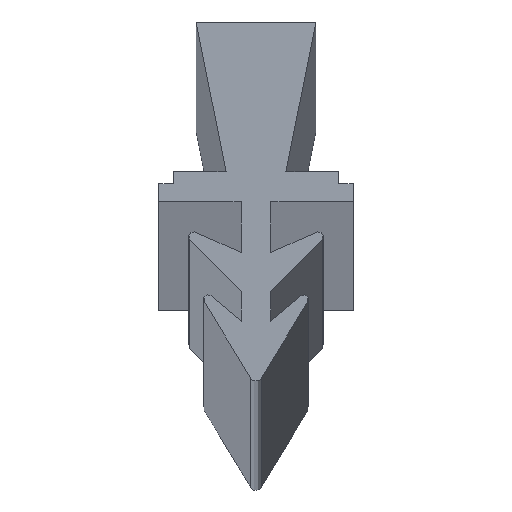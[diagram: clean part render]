
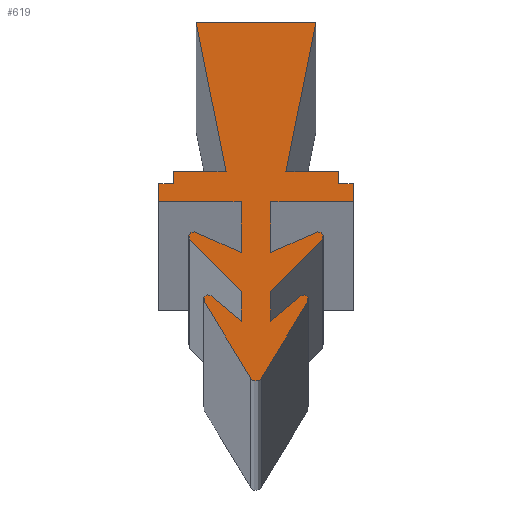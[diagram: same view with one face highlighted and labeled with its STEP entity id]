
A CAD part, top view. The second image highlights one B-rep face of the part: STEP entity #619.
In plain terms, the highlighted planar face has unit normal (0, 0, 1).
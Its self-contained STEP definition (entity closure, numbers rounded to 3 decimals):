
#28=CIRCLE('',#677,0.15);
#29=CIRCLE('',#678,0.15);
#30=CIRCLE('',#679,0.2);
#31=CIRCLE('',#680,0.15);
#32=CIRCLE('',#681,0.15);
#38=FACE_OUTER_BOUND('',#70,.T.);
#70=EDGE_LOOP('',(#453,#454,#455,#456,#457,#458,#459,#460,#461,#462,#463,
#464,#465,#466,#467,#468,#469,#470,#471,#472,#473,#474,#475,#476,#477,#478,
#479,#480,#481,#482));
#99=LINE('',#882,#179);
#103=LINE('',#889,#183);
#106=LINE('',#897,#186);
#110=LINE('',#904,#190);
#132=LINE('',#958,#212);
#133=LINE('',#960,#213);
#134=LINE('',#962,#214);
#135=LINE('',#964,#215);
#136=LINE('',#965,#216);
#137=LINE('',#967,#217);
#138=LINE('',#969,#218);
#139=LINE('',#971,#219);
#140=LINE('',#973,#220);
#141=LINE('',#977,#221);
#142=LINE('',#979,#222);
#143=LINE('',#981,#223);
#144=LINE('',#985,#224);
#145=LINE('',#989,#225);
#146=LINE('',#993,#226);
#147=LINE('',#995,#227);
#148=LINE('',#997,#228);
#149=LINE('',#1001,#229);
#150=LINE('',#1003,#230);
#151=LINE('',#1005,#231);
#152=LINE('',#1006,#232);
#179=VECTOR('',#714,10.);
#183=VECTOR('',#720,10.);
#186=VECTOR('',#725,10.);
#190=VECTOR('',#731,10.);
#212=VECTOR('',#767,10.);
#213=VECTOR('',#768,10.);
#214=VECTOR('',#769,10.);
#215=VECTOR('',#770,10.);
#216=VECTOR('',#771,10.);
#217=VECTOR('',#772,10.);
#218=VECTOR('',#773,10.);
#219=VECTOR('',#774,10.);
#220=VECTOR('',#775,10.);
#221=VECTOR('',#778,10.);
#222=VECTOR('',#779,10.);
#223=VECTOR('',#780,10.);
#224=VECTOR('',#783,10.);
#225=VECTOR('',#786,10.);
#226=VECTOR('',#789,10.);
#227=VECTOR('',#790,10.);
#228=VECTOR('',#791,10.);
#229=VECTOR('',#794,10.);
#230=VECTOR('',#795,10.);
#231=VECTOR('',#796,10.);
#232=VECTOR('',#797,10.);
#259=VERTEX_POINT('',#879);
#260=VERTEX_POINT('',#881);
#262=VERTEX_POINT('',#887);
#265=VERTEX_POINT('',#894);
#266=VERTEX_POINT('',#896);
#268=VERTEX_POINT('',#902);
#293=VERTEX_POINT('',#957);
#294=VERTEX_POINT('',#959);
#295=VERTEX_POINT('',#961);
#296=VERTEX_POINT('',#963);
#297=VERTEX_POINT('',#966);
#298=VERTEX_POINT('',#968);
#299=VERTEX_POINT('',#970);
#300=VERTEX_POINT('',#972);
#301=VERTEX_POINT('',#974);
#302=VERTEX_POINT('',#976);
#303=VERTEX_POINT('',#978);
#304=VERTEX_POINT('',#980);
#305=VERTEX_POINT('',#982);
#306=VERTEX_POINT('',#984);
#307=VERTEX_POINT('',#986);
#308=VERTEX_POINT('',#988);
#309=VERTEX_POINT('',#990);
#310=VERTEX_POINT('',#992);
#311=VERTEX_POINT('',#994);
#312=VERTEX_POINT('',#996);
#313=VERTEX_POINT('',#998);
#314=VERTEX_POINT('',#1000);
#315=VERTEX_POINT('',#1002);
#316=VERTEX_POINT('',#1004);
#319=EDGE_CURVE('',#260,#259,#99,.T.);
#323=EDGE_CURVE('',#259,#262,#103,.T.);
#326=EDGE_CURVE('',#266,#265,#106,.T.);
#330=EDGE_CURVE('',#265,#268,#110,.T.);
#357=EDGE_CURVE('',#293,#262,#132,.T.);
#358=EDGE_CURVE('',#293,#294,#133,.T.);
#359=EDGE_CURVE('',#294,#295,#134,.T.);
#360=EDGE_CURVE('',#295,#296,#135,.T.);
#361=EDGE_CURVE('',#266,#296,#136,.T.);
#362=EDGE_CURVE('',#297,#268,#137,.T.);
#363=EDGE_CURVE('',#298,#297,#138,.T.);
#364=EDGE_CURVE('',#299,#298,#139,.T.);
#365=EDGE_CURVE('',#300,#299,#140,.T.);
#366=EDGE_CURVE('',#301,#300,#28,.T.);
#367=EDGE_CURVE('',#302,#301,#141,.T.);
#368=EDGE_CURVE('',#303,#302,#142,.T.);
#369=EDGE_CURVE('',#304,#303,#143,.T.);
#370=EDGE_CURVE('',#305,#304,#29,.T.);
#371=EDGE_CURVE('',#306,#305,#144,.T.);
#372=EDGE_CURVE('',#307,#306,#30,.T.);
#373=EDGE_CURVE('',#308,#307,#145,.T.);
#374=EDGE_CURVE('',#309,#308,#31,.T.);
#375=EDGE_CURVE('',#310,#309,#146,.T.);
#376=EDGE_CURVE('',#311,#310,#147,.T.);
#377=EDGE_CURVE('',#312,#311,#148,.T.);
#378=EDGE_CURVE('',#313,#312,#32,.T.);
#379=EDGE_CURVE('',#314,#313,#149,.T.);
#380=EDGE_CURVE('',#315,#314,#150,.T.);
#381=EDGE_CURVE('',#316,#315,#151,.T.);
#382=EDGE_CURVE('',#260,#316,#152,.T.);
#453=ORIENTED_EDGE('',*,*,#319,.T.);
#454=ORIENTED_EDGE('',*,*,#323,.T.);
#455=ORIENTED_EDGE('',*,*,#357,.F.);
#456=ORIENTED_EDGE('',*,*,#358,.T.);
#457=ORIENTED_EDGE('',*,*,#359,.T.);
#458=ORIENTED_EDGE('',*,*,#360,.T.);
#459=ORIENTED_EDGE('',*,*,#361,.F.);
#460=ORIENTED_EDGE('',*,*,#326,.T.);
#461=ORIENTED_EDGE('',*,*,#330,.T.);
#462=ORIENTED_EDGE('',*,*,#362,.F.);
#463=ORIENTED_EDGE('',*,*,#363,.F.);
#464=ORIENTED_EDGE('',*,*,#364,.F.);
#465=ORIENTED_EDGE('',*,*,#365,.F.);
#466=ORIENTED_EDGE('',*,*,#366,.F.);
#467=ORIENTED_EDGE('',*,*,#367,.F.);
#468=ORIENTED_EDGE('',*,*,#368,.F.);
#469=ORIENTED_EDGE('',*,*,#369,.F.);
#470=ORIENTED_EDGE('',*,*,#370,.F.);
#471=ORIENTED_EDGE('',*,*,#371,.F.);
#472=ORIENTED_EDGE('',*,*,#372,.F.);
#473=ORIENTED_EDGE('',*,*,#373,.F.);
#474=ORIENTED_EDGE('',*,*,#374,.F.);
#475=ORIENTED_EDGE('',*,*,#375,.F.);
#476=ORIENTED_EDGE('',*,*,#376,.F.);
#477=ORIENTED_EDGE('',*,*,#377,.F.);
#478=ORIENTED_EDGE('',*,*,#378,.F.);
#479=ORIENTED_EDGE('',*,*,#379,.F.);
#480=ORIENTED_EDGE('',*,*,#380,.F.);
#481=ORIENTED_EDGE('',*,*,#381,.F.);
#482=ORIENTED_EDGE('',*,*,#382,.F.);
#592=PLANE('',#676);
#619=ADVANCED_FACE('',(#38),#592,.T.);
#676=AXIS2_PLACEMENT_3D('',#956,#765,#766);
#677=AXIS2_PLACEMENT_3D('',#975,#776,#777);
#678=AXIS2_PLACEMENT_3D('',#983,#781,#782);
#679=AXIS2_PLACEMENT_3D('',#987,#784,#785);
#680=AXIS2_PLACEMENT_3D('',#991,#787,#788);
#681=AXIS2_PLACEMENT_3D('',#999,#792,#793);
#714=DIRECTION('',(-1.,0.,0.));
#720=DIRECTION('',(0.,1.,0.));
#725=DIRECTION('',(0.,-1.,0.));
#731=DIRECTION('',(-1.,0.,0.));
#765=DIRECTION('center_axis',(0.,0.,1.));
#766=DIRECTION('ref_axis',(1.,0.,0.));
#767=DIRECTION('',(1.,0.,0.));
#768=DIRECTION('',(0.196,0.981,0.));
#769=DIRECTION('',(-1.,0.,0.));
#770=DIRECTION('',(0.196,-0.981,0.));
#771=DIRECTION('',(1.,0.,0.));
#772=DIRECTION('',(0.,1.,0.));
#773=DIRECTION('',(-1.,0.,0.));
#774=DIRECTION('',(0.,1.,0.));
#775=DIRECTION('',(0.913,-0.408,0.));
#776=DIRECTION('center_axis',(0.,0.,-1.));
#777=DIRECTION('ref_axis',(0.408,0.913,0.));
#778=DIRECTION('',(-0.699,0.715,0.));
#779=DIRECTION('',(0.,1.,0.));
#780=DIRECTION('',(0.763,-0.647,0.));
#781=DIRECTION('center_axis',(0.,0.,-1.));
#782=DIRECTION('ref_axis',(0.647,0.763,0.));
#783=DIRECTION('',(-0.519,0.854,0.));
#784=DIRECTION('center_axis',(0.,0.,-1.));
#785=DIRECTION('ref_axis',(-0.854,-0.519,0.));
#786=DIRECTION('',(-0.519,-0.854,0.));
#787=DIRECTION('center_axis',(0.,0.,-1.));
#788=DIRECTION('ref_axis',(0.854,-0.519,0.));
#789=DIRECTION('',(0.763,0.647,0.));
#790=DIRECTION('',(0.,-1.,0.));
#791=DIRECTION('',(-0.699,-0.715,0.));
#792=DIRECTION('center_axis',(0.,0.,-1.));
#793=DIRECTION('ref_axis',(0.715,-0.699,0.));
#794=DIRECTION('',(0.913,0.408,0.));
#795=DIRECTION('',(0.,-1.,0.));
#796=DIRECTION('',(-1.,0.,0.));
#797=DIRECTION('',(0.,-1.,0.));
#879=CARTESIAN_POINT('',(6.,0.6,2088.));
#881=CARTESIAN_POINT('',(6.5,0.6,2088.));
#882=CARTESIAN_POINT('',(4.625,0.6,2088.));
#887=CARTESIAN_POINT('',(6.,1.,2088.));
#889=CARTESIAN_POINT('',(6.,0.75,2088.));
#894=CARTESIAN_POINT('',(0.5,0.6,2088.));
#896=CARTESIAN_POINT('',(0.5,1.,2088.));
#897=CARTESIAN_POINT('',(0.5,0.55,2088.));
#902=CARTESIAN_POINT('',(0.,0.6,2088.));
#904=CARTESIAN_POINT('',(1.625,0.6,2088.));
#956=CARTESIAN_POINT('Origin',(3.25,0.5,2088.));
#957=CARTESIAN_POINT('',(4.25,1.,2088.));
#958=CARTESIAN_POINT('',(6.5,1.,2088.));
#959=CARTESIAN_POINT('',(5.25,6.,2088.));
#960=CARTESIAN_POINT('',(4.25,1.,2088.));
#961=CARTESIAN_POINT('',(1.25,6.,2088.));
#962=CARTESIAN_POINT('',(5.25,6.,2088.));
#963=CARTESIAN_POINT('',(2.25,1.,2088.));
#964=CARTESIAN_POINT('',(1.25,6.,2088.));
#965=CARTESIAN_POINT('',(6.5,1.,2088.));
#966=CARTESIAN_POINT('',(0.,0.,2088.));
#967=CARTESIAN_POINT('',(0.,1.,2088.));
#968=CARTESIAN_POINT('',(2.75,0.,2088.));
#969=CARTESIAN_POINT('',(0.,0.,2088.));
#970=CARTESIAN_POINT('',(2.75,-1.7,2088.));
#971=CARTESIAN_POINT('',(2.75,0.,2088.));
#972=CARTESIAN_POINT('',(1.211,-1.013,2088.));
#973=CARTESIAN_POINT('',(2.75,-1.7,2088.));
#974=CARTESIAN_POINT('',(1.043,-1.255,2088.));
#975=CARTESIAN_POINT('Origin',(1.15,-1.15,2088.));
#976=CARTESIAN_POINT('',(2.75,-3.,2088.));
#977=CARTESIAN_POINT('',(1.043,-1.255,2088.));
#978=CARTESIAN_POINT('',(2.75,-4.,2088.));
#979=CARTESIAN_POINT('',(2.75,-3.,2088.));
#980=CARTESIAN_POINT('',(1.747,-3.15,2088.));
#981=CARTESIAN_POINT('',(2.75,-4.,2088.));
#982=CARTESIAN_POINT('',(1.522,-3.342,2088.));
#983=CARTESIAN_POINT('Origin',(1.65,-3.264,2088.));
#984=CARTESIAN_POINT('',(3.079,-5.904,2088.));
#985=CARTESIAN_POINT('',(1.522,-3.342,2088.));
#986=CARTESIAN_POINT('',(3.421,-5.904,2088.));
#987=CARTESIAN_POINT('Origin',(3.25,-5.8,2088.));
#988=CARTESIAN_POINT('',(4.978,-3.342,2088.));
#989=CARTESIAN_POINT('',(3.421,-5.904,2088.));
#990=CARTESIAN_POINT('',(4.753,-3.15,2088.));
#991=CARTESIAN_POINT('Origin',(4.85,-3.264,2088.));
#992=CARTESIAN_POINT('',(3.75,-4.,2088.));
#993=CARTESIAN_POINT('',(4.753,-3.15,2088.));
#994=CARTESIAN_POINT('',(3.75,-3.,2088.));
#995=CARTESIAN_POINT('',(3.75,-4.,2088.));
#996=CARTESIAN_POINT('',(5.457,-1.255,2088.));
#997=CARTESIAN_POINT('',(3.75,-3.,2088.));
#998=CARTESIAN_POINT('',(5.289,-1.013,2088.));
#999=CARTESIAN_POINT('Origin',(5.35,-1.15,2088.));
#1000=CARTESIAN_POINT('',(3.75,-1.7,2088.));
#1001=CARTESIAN_POINT('',(5.289,-1.013,2088.));
#1002=CARTESIAN_POINT('',(3.75,0.,2088.));
#1003=CARTESIAN_POINT('',(3.75,-1.7,2088.));
#1004=CARTESIAN_POINT('',(6.5,0.,2088.));
#1005=CARTESIAN_POINT('',(0.,0.,2088.));
#1006=CARTESIAN_POINT('',(6.5,0.,2088.));
